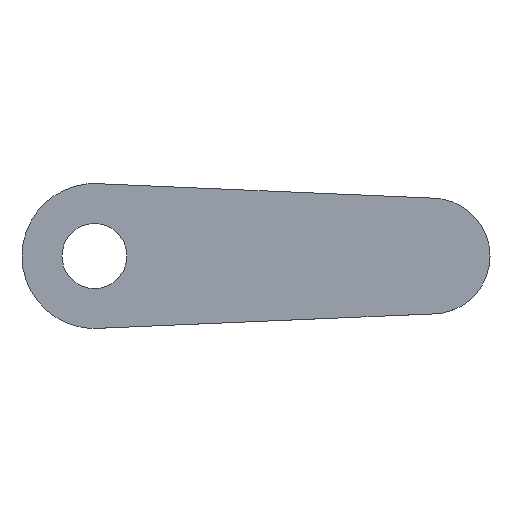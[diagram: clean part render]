
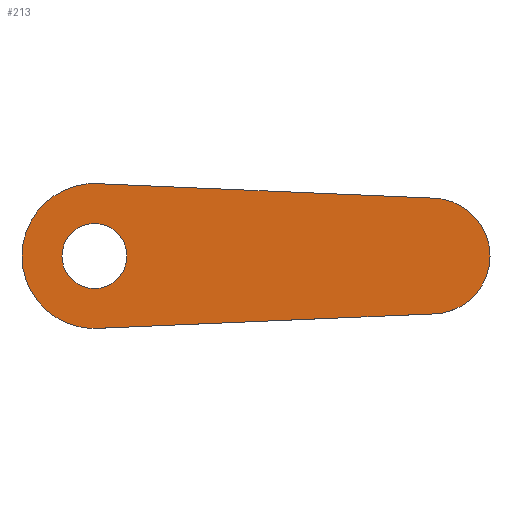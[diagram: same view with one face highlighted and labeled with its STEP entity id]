
A CAD part, top view. The second image highlights one B-rep face of the part: STEP entity #213.
In plain terms, the highlighted planar face has unit normal (0, 0, 1).
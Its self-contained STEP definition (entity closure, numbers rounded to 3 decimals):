
#60=DIRECTION('',(-0.999,-0.043,0.));
#61=VECTOR('',#60,18.147);
#62=CARTESIAN_POINT('',(23.55,-10.788,0.381));
#63=LINE('',#62,#61);
#64=CARTESIAN_POINT('',(5.08,-7.62,0.381));
#65=DIRECTION('',(0.,0.,-1.));
#66=DIRECTION('',(0.086,-0.996,0.));
#67=AXIS2_PLACEMENT_3D('',#64,#65,#66);
#69=CARTESIAN_POINT('',(5.08,-7.62,0.381));
#70=DIRECTION('',(0.,0.,-1.));
#71=DIRECTION('',(-1.,0.,0.));
#72=AXIS2_PLACEMENT_3D('',#69,#70,#71);
#74=DIRECTION('',(0.999,-0.043,0.));
#75=VECTOR('',#74,18.316);
#76=CARTESIAN_POINT('',(5.316,-3.665,0.381));
#77=LINE('',#76,#75);
#78=CARTESIAN_POINT('',(23.55,-7.62,0.381));
#79=DIRECTION('',(0.,0.,-1.));
#80=DIRECTION('',(0.021,1.,0.));
#81=AXIS2_PLACEMENT_3D('',#78,#79,#80);
#83=CARTESIAN_POINT('',(23.55,-7.62,0.381));
#84=DIRECTION('',(0.,0.,-1.));
#85=DIRECTION('',(1.,0.,0.));
#86=AXIS2_PLACEMENT_3D('',#83,#84,#85);
#88=CARTESIAN_POINT('',(5.08,-7.62,0.381));
#89=DIRECTION('',(0.,0.,1.));
#90=DIRECTION('',(-1.,0.,0.));
#91=AXIS2_PLACEMENT_3D('',#88,#89,#90);
#93=CARTESIAN_POINT('',(5.08,-7.62,0.381));
#94=DIRECTION('',(0.,0.,1.));
#95=DIRECTION('',(1.,0.,0.));
#96=AXIS2_PLACEMENT_3D('',#93,#94,#95);
#130=CARTESIAN_POINT('',(3.302,-7.62,0.381));
#131=VERTEX_POINT('',#130);
#132=CARTESIAN_POINT('',(6.858,-7.62,0.381));
#133=VERTEX_POINT('',#132);
#134=CARTESIAN_POINT('',(23.55,-10.788,0.381));
#135=CARTESIAN_POINT('',(5.42,-11.568,0.381));
#136=VERTEX_POINT('',#134);
#137=VERTEX_POINT('',#135);
#138=CARTESIAN_POINT('',(1.118,-7.62,0.381));
#139=VERTEX_POINT('',#138);
#140=CARTESIAN_POINT('',(5.316,-3.665,0.381));
#141=VERTEX_POINT('',#140);
#142=CARTESIAN_POINT('',(23.616,-4.452,0.381));
#143=VERTEX_POINT('',#142);
#144=CARTESIAN_POINT('',(26.719,-7.62,0.381));
#145=VERTEX_POINT('',#144);
#190=CARTESIAN_POINT('',(0.,0.,0.381));
#191=DIRECTION('',(0.,0.,1.));
#192=DIRECTION('',(1.,0.,0.));
#193=AXIS2_PLACEMENT_3D('',#190,#191,#192);
#194=PLANE('',#193);
#196=ORIENTED_EDGE('',*,*,#195,.T.);
#198=ORIENTED_EDGE('',*,*,#197,.T.);
#200=ORIENTED_EDGE('',*,*,#199,.T.);
#202=ORIENTED_EDGE('',*,*,#201,.T.);
#203=ORIENTED_EDGE('',*,*,#179,.T.);
#204=ORIENTED_EDGE('',*,*,#177,.T.);
#205=EDGE_LOOP('',(#196,#198,#200,#202,#203,#204));
#206=FACE_OUTER_BOUND('',#205,.F.);
#208=ORIENTED_EDGE('',*,*,#207,.T.);
#210=ORIENTED_EDGE('',*,*,#209,.T.);
#211=EDGE_LOOP('',(#208,#210));
#212=FACE_BOUND('',#211,.F.);
#213=ADVANCED_FACE('',(#206,#212),#194,.T.);
#68=CIRCLE('',#67,3.962);
#73=CIRCLE('',#72,3.962);
#82=CIRCLE('',#81,3.168);
#87=CIRCLE('',#86,3.168);
#92=CIRCLE('',#91,1.778);
#97=CIRCLE('',#96,1.778);
#177=EDGE_CURVE('',#145,#136,#87,.T.);
#179=EDGE_CURVE('',#143,#145,#82,.T.);
#195=EDGE_CURVE('',#136,#137,#63,.T.);
#197=EDGE_CURVE('',#137,#139,#68,.T.);
#199=EDGE_CURVE('',#139,#141,#73,.T.);
#201=EDGE_CURVE('',#141,#143,#77,.T.);
#207=EDGE_CURVE('',#131,#133,#92,.T.);
#209=EDGE_CURVE('',#133,#131,#97,.T.);
